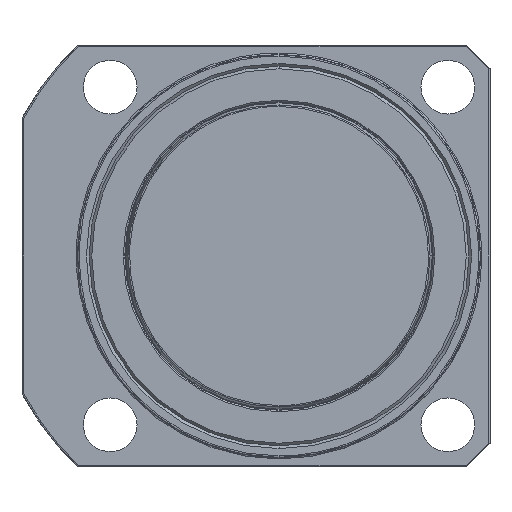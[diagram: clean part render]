
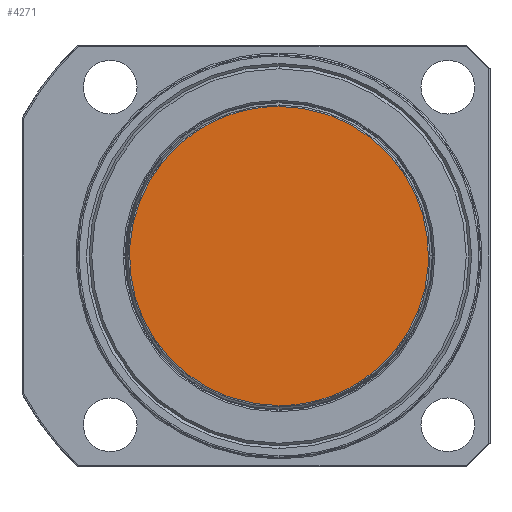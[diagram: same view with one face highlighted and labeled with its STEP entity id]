
A CAD part, front view. The second image highlights one B-rep face of the part: STEP entity #4271.
In plain terms, the highlighted planar face has unit normal (0, -1, 0).
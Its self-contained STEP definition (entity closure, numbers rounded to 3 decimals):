
#893 = FACE_OUTER_BOUND ( 'NONE', #1353, .T. ) ;
#1353 = EDGE_LOOP ( 'NONE', ( #2409, #2410 ) ) ;
#2065 = EDGE_CURVE ( 'NONE', #6613, #6614, #5260, .T. ) ;
#2078 = EDGE_CURVE ( 'NONE', #6614, #6613, #5259, .T. ) ;
#2409 = ORIENTED_EDGE ( 'NONE', *, *, #2078, .F. ) ;
#2410 = ORIENTED_EDGE ( 'NONE', *, *, #2065, .F. ) ;
#2885 = CARTESIAN_POINT ( 'NONE',  ( 0., 0., -38.992 ) ) ;
#2886 = CARTESIAN_POINT ( 'NONE',  ( 0., 0., 38.992 ) ) ;
#4271 = ADVANCED_FACE ( 'N', ( #893 ), #4811, .F. ) ;
#4800 = DIRECTION ( 'NONE',  ( 0., 0., 1. ) ) ;
#4802 = DIRECTION ( 'NONE',  ( 0., 1., 0. ) ) ;
#4811 = PLANE ( 'NONE',  #7193 ) ;
#4832 = CARTESIAN_POINT ( 'NONE',  ( 39.272, 0., 0. ) ) ;
#5259 =( BOUNDED_CURVE ( )  B_SPLINE_CURVE ( 3, ( #6089, #6086, #6073, #6071 ),
 .UNSPECIFIED., .F., .F. ) 
 B_SPLINE_CURVE_WITH_KNOTS ( ( 4, 4 ),
 ( 0., 1. ),
 .UNSPECIFIED. ) 
 CURVE ( )  GEOMETRIC_REPRESENTATION_ITEM ( )  RATIONAL_B_SPLINE_CURVE ( ( 1., 0.333, 0.333, 1. ) ) 
 REPRESENTATION_ITEM ( '' )  );
#5260 =( BOUNDED_CURVE ( )  B_SPLINE_CURVE ( 3, ( #6196, #6225, #6215, #6192 ),
 .UNSPECIFIED., .F., .F. ) 
 B_SPLINE_CURVE_WITH_KNOTS ( ( 4, 4 ),
 ( 0., 1. ),
 .UNSPECIFIED. ) 
 CURVE ( )  GEOMETRIC_REPRESENTATION_ITEM ( )  RATIONAL_B_SPLINE_CURVE ( ( 1., 0.333, 0.333, 1. ) ) 
 REPRESENTATION_ITEM ( '' )  );
#6071 = CARTESIAN_POINT ( 'NONE',  ( 0., 0., -38.992 ) ) ;
#6073 = CARTESIAN_POINT ( 'NONE',  ( 77.984, 0., -38.992 ) ) ;
#6086 = CARTESIAN_POINT ( 'NONE',  ( 77.984, 0., 38.992 ) ) ;
#6089 = CARTESIAN_POINT ( 'NONE',  ( 0., 0., 38.992 ) ) ;
#6192 = CARTESIAN_POINT ( 'NONE',  ( 0., 0., 38.992 ) ) ;
#6196 = CARTESIAN_POINT ( 'NONE',  ( 0., 0., -38.992 ) ) ;
#6215 = CARTESIAN_POINT ( 'NONE',  ( -77.984, 0., 38.992 ) ) ;
#6225 = CARTESIAN_POINT ( 'NONE',  ( -77.984, 0., -38.992 ) ) ;
#6613 = VERTEX_POINT ( 'NONE', #2885 ) ;
#6614 = VERTEX_POINT ( 'NONE', #2886 ) ;
#7193 = AXIS2_PLACEMENT_3D ( 'NONE', #4832, #4802, #4800 ) ;
